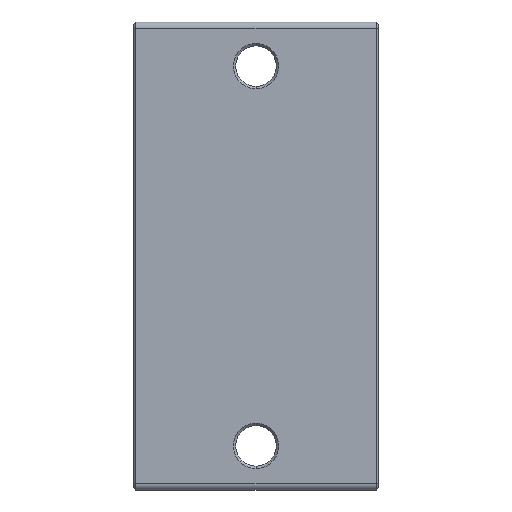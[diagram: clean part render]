
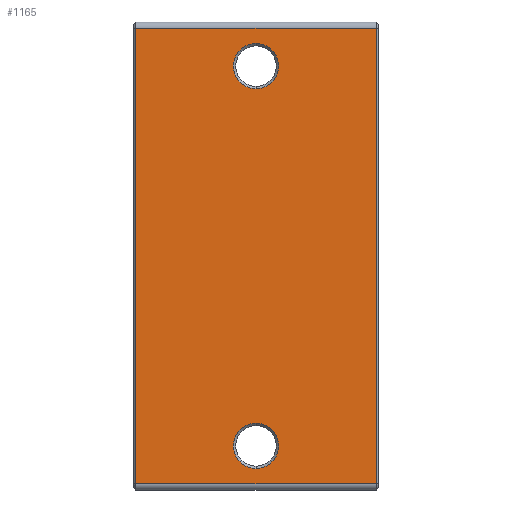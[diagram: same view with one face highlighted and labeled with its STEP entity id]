
A CAD part, front view. The second image highlights one B-rep face of the part: STEP entity #1165.
In plain terms, the highlighted planar face has unit normal (0, -1, 0).
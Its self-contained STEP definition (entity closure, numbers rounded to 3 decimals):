
#12 = DIRECTION ( 'NONE',  ( 0., 0., 1. ) ) ;
#33 = AXIS2_PLACEMENT_3D ( 'NONE', #360, #2393, #573 ) ;
#137 = CARTESIAN_POINT ( 'NONE',  ( 0., 0., -15.5 ) ) ;
#159 = CARTESIAN_POINT ( 'NONE',  ( 0., 0., -13.65 ) ) ;
#167 = VERTEX_POINT ( 'NONE', #350 ) ;
#170 = AXIS2_PLACEMENT_3D ( 'NONE', #137, #1733, #2169 ) ;
#177 = EDGE_CURVE ( 'NONE', #2257, #1282, #1689, .T. ) ;
#204 = EDGE_LOOP ( 'NONE', ( #270, #2469 ) ) ;
#209 = ORIENTED_EDGE ( 'NONE', *, *, #2698, .T. ) ;
#246 = EDGE_CURVE ( 'NONE', #1522, #2548, #2387, .T. ) ;
#270 = ORIENTED_EDGE ( 'NONE', *, *, #2175, .T. ) ;
#350 = CARTESIAN_POINT ( 'NONE',  ( 0., 0., 17.35 ) ) ;
#360 = CARTESIAN_POINT ( 'NONE',  ( 0., 0., -15.5 ) ) ;
#380 = VECTOR ( 'NONE', #2740, 1000. ) ;
#415 = VECTOR ( 'NONE', #2881, 1000. ) ;
#459 = CARTESIAN_POINT ( 'NONE',  ( 10., 0., 19.1 ) ) ;
#461 = ORIENTED_EDGE ( 'NONE', *, *, #1655, .T. ) ;
#493 = AXIS2_PLACEMENT_3D ( 'NONE', #883, #2958, #1568 ) ;
#500 = ORIENTED_EDGE ( 'NONE', *, *, #1074, .T. ) ;
#573 = DIRECTION ( 'NONE',  ( 0., 0., 1. ) ) ;
#581 = AXIS2_PLACEMENT_3D ( 'NONE', #974, #981, #735 ) ;
#680 = PLANE ( 'NONE',  #1622 ) ;
#735 = DIRECTION ( 'NONE',  ( 0., 0., 1. ) ) ;
#737 = FACE_OUTER_BOUND ( 'NONE', #1759, .T. ) ;
#770 = CIRCLE ( 'NONE', #493, 1.85 ) ;
#789 = CARTESIAN_POINT ( 'NONE',  ( 10., 0., -18.6 ) ) ;
#804 = DIRECTION ( 'NONE',  ( 0., 0., -1. ) ) ;
#863 = CARTESIAN_POINT ( 'NONE',  ( 0., 0., 13.65 ) ) ;
#883 = CARTESIAN_POINT ( 'NONE',  ( 0., 0., 15.5 ) ) ;
#916 = VERTEX_POINT ( 'NONE', #1552 ) ;
#919 = DIRECTION ( 'NONE',  ( -1., 0., 0. ) ) ;
#974 = CARTESIAN_POINT ( 'NONE',  ( 0., 0., 15.5 ) ) ;
#981 = DIRECTION ( 'NONE',  ( 0., 1., 0. ) ) ;
#1074 = EDGE_CURVE ( 'NONE', #1870, #167, #770, .T. ) ;
#1095 = CARTESIAN_POINT ( 'NONE',  ( -9.8, 0., -18.6 ) ) ;
#1105 = LINE ( 'NONE', #2066, #2232 ) ;
#1136 = EDGE_LOOP ( 'NONE', ( #500, #2239 ) ) ;
#1165 = ADVANCED_FACE ( 'NONE', ( #2455, #2069, #737 ), #680, .F. ) ;
#1195 = LINE ( 'NONE', #1626, #380 ) ;
#1229 = EDGE_CURVE ( 'NONE', #167, #1870, #2634, .T. ) ;
#1230 = CARTESIAN_POINT ( 'NONE',  ( 0., 0., -17.35 ) ) ;
#1282 = VERTEX_POINT ( 'NONE', #1452 ) ;
#1378 = LINE ( 'NONE', #1548, #2168 ) ;
#1452 = CARTESIAN_POINT ( 'NONE',  ( 9.8, 0., -18.6 ) ) ;
#1522 = VERTEX_POINT ( 'NONE', #159 ) ;
#1548 = CARTESIAN_POINT ( 'NONE',  ( -9.8, 0., -18.6 ) ) ;
#1552 = CARTESIAN_POINT ( 'NONE',  ( -9.8, 0., 18.6 ) ) ;
#1568 = DIRECTION ( 'NONE',  ( 0., 0., 1. ) ) ;
#1618 = DIRECTION ( 'NONE',  ( 0., 1., 0. ) ) ;
#1622 = AXIS2_PLACEMENT_3D ( 'NONE', #459, #1618, #12 ) ;
#1626 = CARTESIAN_POINT ( 'NONE',  ( 9.8, 0., 19.1 ) ) ;
#1655 = EDGE_CURVE ( 'NONE', #1282, #2531, #1195, .T. ) ;
#1689 = LINE ( 'NONE', #789, #415 ) ;
#1733 = DIRECTION ( 'NONE',  ( 0., 1., 0. ) ) ;
#1759 = EDGE_LOOP ( 'NONE', ( #2237, #209, #2852, #461 ) ) ;
#1870 = VERTEX_POINT ( 'NONE', #863 ) ;
#2059 = CIRCLE ( 'NONE', #170, 1.85 ) ;
#2066 = CARTESIAN_POINT ( 'NONE',  ( 10., 0., 18.6 ) ) ;
#2069 = FACE_BOUND ( 'NONE', #1136, .T. ) ;
#2168 = VECTOR ( 'NONE', #804, 1000. ) ;
#2169 = DIRECTION ( 'NONE',  ( 0., 0., 1. ) ) ;
#2175 = EDGE_CURVE ( 'NONE', #2548, #1522, #2059, .T. ) ;
#2232 = VECTOR ( 'NONE', #919, 1000. ) ;
#2237 = ORIENTED_EDGE ( 'NONE', *, *, #2899, .T. ) ;
#2239 = ORIENTED_EDGE ( 'NONE', *, *, #1229, .T. ) ;
#2257 = VERTEX_POINT ( 'NONE', #1095 ) ;
#2387 = CIRCLE ( 'NONE', #33, 1.85 ) ;
#2393 = DIRECTION ( 'NONE',  ( 0., 1., 0. ) ) ;
#2455 = FACE_BOUND ( 'NONE', #204, .T. ) ;
#2469 = ORIENTED_EDGE ( 'NONE', *, *, #246, .T. ) ;
#2531 = VERTEX_POINT ( 'NONE', #2565 ) ;
#2548 = VERTEX_POINT ( 'NONE', #1230 ) ;
#2565 = CARTESIAN_POINT ( 'NONE',  ( 9.8, 0., 18.6 ) ) ;
#2634 = CIRCLE ( 'NONE', #581, 1.85 ) ;
#2698 = EDGE_CURVE ( 'NONE', #916, #2257, #1378, .T. ) ;
#2740 = DIRECTION ( 'NONE',  ( 0., 0., 1. ) ) ;
#2852 = ORIENTED_EDGE ( 'NONE', *, *, #177, .T. ) ;
#2881 = DIRECTION ( 'NONE',  ( 1., 0., 0. ) ) ;
#2899 = EDGE_CURVE ( 'NONE', #2531, #916, #1105, .T. ) ;
#2958 = DIRECTION ( 'NONE',  ( 0., 1., 0. ) ) ;
